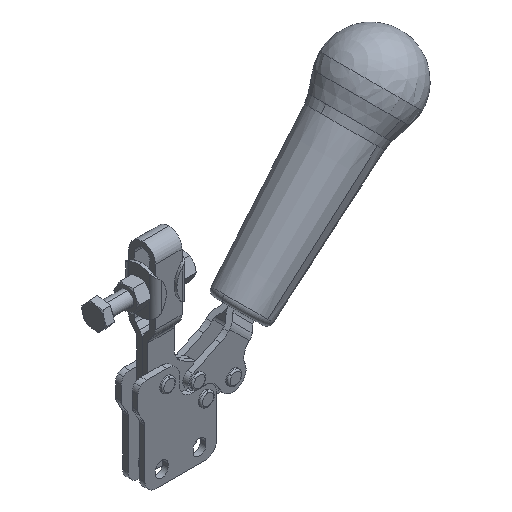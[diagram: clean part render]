
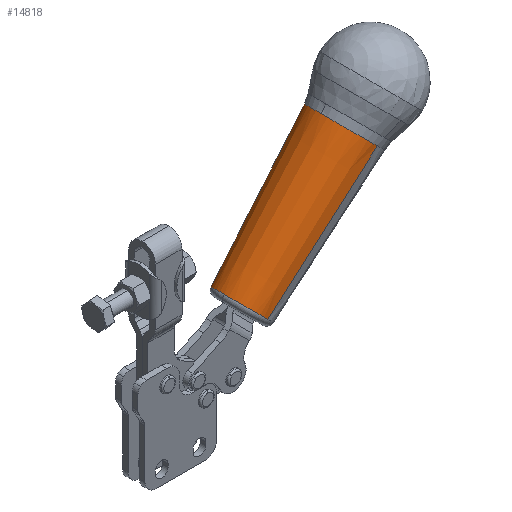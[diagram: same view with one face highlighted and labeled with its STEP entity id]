
A CAD part, isometric view. The second image highlights one B-rep face of the part: STEP entity #14818.
In plain terms, the highlighted conical face has half-angle 2.876 degrees and reference radius 10.383 mm.
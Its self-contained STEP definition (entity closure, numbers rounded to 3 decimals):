
#69=CARTESIAN_POINT('',(-4.21,25.566,34.963));
#70=VERTEX_POINT('',#69);
#78=CARTESIAN_POINT('',(2.233,34.661,28.543));
#79=VERTEX_POINT('',#78);
#80=CARTESIAN_POINT('',(2.233,25.566,28.543));
#81=DIRECTION('',(-0.706,0.0,-0.708));
#82=DIRECTION('',(0.0,1.0,0.0));
#83=AXIS2_PLACEMENT_3D('',#80,#81,#82);
#84=CIRCLE('',#83,9.095);
#85=EDGE_CURVE('',#70,#79,#84,.T.);
#102=CARTESIAN_POINT('',(2.233,16.47,28.543));
#103=VERTEX_POINT('',#102);
#104=CARTESIAN_POINT('',(38.755,13.871,65.201));
#105=VERTEX_POINT('',#104);
#106=CARTESIAN_POINT('',(2.233,16.47,28.543));
#107=DIRECTION('',(0.705,-0.05,0.708));
#108=VECTOR('',#107,51.811);
#109=LINE('',#106,#108);
#110=EDGE_CURVE('',#103,#105,#109,.T.);
#120=CARTESIAN_POINT('',(38.755,37.26,65.201));
#121=VERTEX_POINT('',#120);
#122=CARTESIAN_POINT('',(38.755,37.26,65.201));
#123=DIRECTION('',(-0.705,-0.05,-0.708));
#124=VECTOR('',#123,51.811);
#125=LINE('',#122,#124);
#126=EDGE_CURVE('',#121,#79,#125,.T.);
#200=CARTESIAN_POINT('',(30.47,25.566,73.455));
#201=VERTEX_POINT('',#200);
#211=CARTESIAN_POINT('',(38.755,25.566,65.201));
#212=DIRECTION('',(0.706,0.0,0.708));
#213=DIRECTION('',(0.0,1.0,0.0));
#214=AXIS2_PLACEMENT_3D('',#211,#212,#213);
#215=CIRCLE('',#214,11.695);
#216=EDGE_CURVE('',#201,#105,#215,.T.);
#14756=CARTESIAN_POINT('',(38.755,25.566,65.201));
#14757=DIRECTION('',(0.706,0.0,0.708));
#14758=DIRECTION('',(0.0,1.0,0.0));
#14759=AXIS2_PLACEMENT_3D('',#14756,#14757,#14758);
#14760=CIRCLE('',#14759,11.695);
#14761=EDGE_CURVE('',#121,#201,#14760,.T.);
#14799=CARTESIAN_POINT('',(20.319,25.566,46.697));
#14800=DIRECTION('',(0.706,0.,0.708));
#14801=DIRECTION('',(0.,-1.0,0.));
#14802=AXIS2_PLACEMENT_3D('',#14799,#14800,#14801);
#14803=CONICAL_SURFACE('',#14802,10.383,2.876);
#14804=ORIENTED_EDGE('',*,*,#110,.T.);
#14805=ORIENTED_EDGE('',*,*,#216,.F.);
#14806=ORIENTED_EDGE('',*,*,#14761,.F.);
#14807=ORIENTED_EDGE('',*,*,#126,.T.);
#14808=ORIENTED_EDGE('',*,*,#85,.F.);
#14809=CARTESIAN_POINT('',(2.233,25.566,28.543));
#14810=DIRECTION('',(-0.706,0.0,-0.708));
#14811=DIRECTION('',(0.0,1.0,0.0));
#14812=AXIS2_PLACEMENT_3D('',#14809,#14810,#14811);
#14813=CIRCLE('',#14812,9.095);
#14814=EDGE_CURVE('',#103,#70,#14813,.T.);
#14815=ORIENTED_EDGE('',*,*,#14814,.F.);
#14816=EDGE_LOOP('',(#14804,#14805,#14806,#14807,#14808,#14815));
#14817=FACE_OUTER_BOUND('',#14816,.T.);
#14818=ADVANCED_FACE('',(#14817),#14803,.T.);
